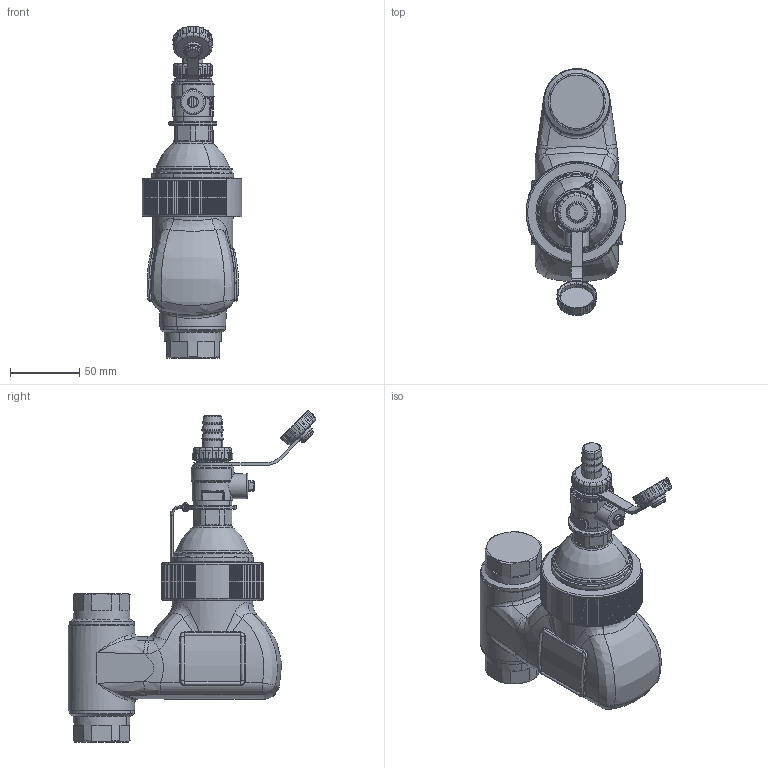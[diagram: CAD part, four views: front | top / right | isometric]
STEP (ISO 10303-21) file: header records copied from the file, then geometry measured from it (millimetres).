
FILE_DESCRIPTION(('CATIA V5 STEP Exchange'),'2;1');
FILE_NAME('STEP_546806_-_TST.stp','2019-09-03T06:22:35+00:00',('none'),('none'),'CATIA Version 5-6 Release 2016 SP4','CATIA V5 STEP AP203','none');
FILE_SCHEMA(('CONFIG_CONTROL_DESIGN'));
Products named in the file (1): 546806 PIENO_AllCATPart
Bounding box: 71.83 x 178.36 x 239.45 mm (x, y, z)
Volume: 745553.8 mm3; surface area: 69372.9 mm2
Topology: 1 solids, 1 shells, 2002 faces, 5079 edges, 2904 vertices
Faces by surface type: cylinder 747, bspline 416, plane 390, revolution 188, cone 103, torus 102, sphere 56
Entity records: 83200 total; most frequent: CARTESIAN_POINT 44377, ORIENTED_EDGE 9762, EDGE_CURVE 4881, DIRECTION 4766, VERTEX_POINT 2904, AXIS2_PLACEMENT_3D 2758, EDGE_LOOP 2027, CIRCLE 2011
